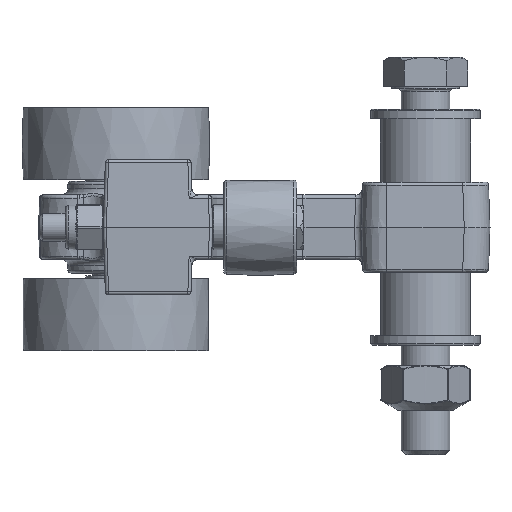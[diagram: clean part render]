
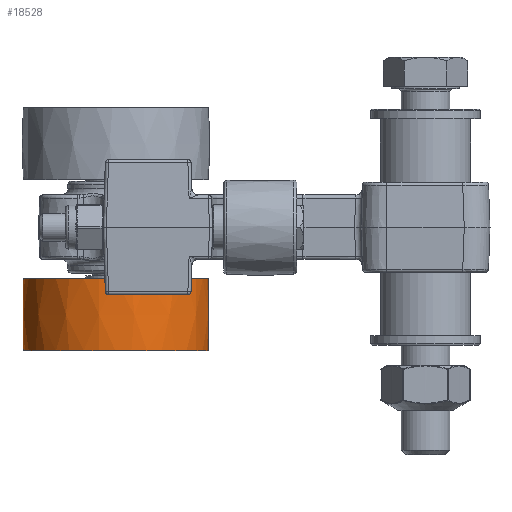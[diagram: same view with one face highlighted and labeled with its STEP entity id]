
A CAD part, left-side view. The second image highlights one B-rep face of the part: STEP entity #18528.
In plain terms, the highlighted free-form (B-spline) face has degree [2, 2] with [3, 9] control points.
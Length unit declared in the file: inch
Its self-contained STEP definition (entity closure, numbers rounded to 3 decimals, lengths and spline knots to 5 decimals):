
#18384=CARTESIAN_POINT('',(-0.698,0.89725,0.0));
#18385=VERTEX_POINT('',#18384);
#18386=CARTESIAN_POINT('',(-0.698,0.,0.0));
#18387=DIRECTION('',(1.0,0.0,0.0));
#18388=DIRECTION('',(0.0,1.0,0.0));
#18389=AXIS2_PLACEMENT_3D('',#18386,#18387,#18388);
#18390=CIRCLE('',#18389,0.89725);
#18391=EDGE_CURVE('',#18385,#18385,#18390,.T.);
#18452=CARTESIAN_POINT('',(0.,0.89725,0.0));
#18453=VERTEX_POINT('',#18452);
#18454=CARTESIAN_POINT('',(0.,0.,0.0));
#18455=DIRECTION('',(1.0,0.0,0.0));
#18456=DIRECTION('',(0.0,1.0,0.0));
#18457=AXIS2_PLACEMENT_3D('',#18454,#18455,#18456);
#18458=CIRCLE('',#18457,0.89725);
#18459=EDGE_CURVE('',#18453,#18453,#18458,.T.);
#18487=CARTESIAN_POINT('',(-0.698,0.,0.89725));
#18488=CARTESIAN_POINT('',(-0.349,0.,0.92781));
#18489=CARTESIAN_POINT('',(0.,0.,0.89725));
#18490=CARTESIAN_POINT('',(-0.698,0.89725,0.89725));
#18491=CARTESIAN_POINT('',(-0.349,0.92781,0.92781));
#18492=CARTESIAN_POINT('',(0.,0.89725,0.89725));
#18493=CARTESIAN_POINT('',(-0.698,0.89725,0.));
#18494=CARTESIAN_POINT('',(-0.349,0.92781,0.));
#18495=CARTESIAN_POINT('',(0.,0.89725,0.));
#18496=CARTESIAN_POINT('',(-0.698,0.89725,-0.89725));
#18497=CARTESIAN_POINT('',(-0.349,0.92781,-0.92781));
#18498=CARTESIAN_POINT('',(0.,0.89725,-0.89725));
#18499=CARTESIAN_POINT('',(-0.698,0.,-0.89725));
#18500=CARTESIAN_POINT('',(-0.349,0.,-0.92781));
#18501=CARTESIAN_POINT('',(0.,0.,-0.89725));
#18502=CARTESIAN_POINT('',(-0.698,-0.89725,-0.89725));
#18503=CARTESIAN_POINT('',(-0.349,-0.92781,-0.92781));
#18504=CARTESIAN_POINT('',(0.,-0.89725,-0.89725));
#18505=CARTESIAN_POINT('',(-0.698,-0.89725,0.));
#18506=CARTESIAN_POINT('',(-0.349,-0.92781,0.));
#18507=CARTESIAN_POINT('',(0.,-0.89725,0.));
#18508=CARTESIAN_POINT('',(-0.698,-0.89725,0.89725));
#18509=CARTESIAN_POINT('',(-0.349,-0.92781,0.92781));
#18510=CARTESIAN_POINT('',(0.,-0.89725,0.89725));
#18511=CARTESIAN_POINT('',(-0.698,0.,0.89725));
#18512=CARTESIAN_POINT('',(-0.349,0.,0.92781));
#18513=CARTESIAN_POINT('',(0.,0.,0.89725));
#18521=(BOUNDED_SURFACE()B_SPLINE_SURFACE(2,2,((#18487,#18490,#18493,#18496,#18499,#18502,#18505,#18508,#18511),(#18488,#18491,#18494,#18497,#18500,#18503,#18506,#18509,#18512),(#18489,#18492,#18495,#18498,#18501,#18504,#18507,#18510,#18513)),.UNSPECIFIED.,.F.,.T.,.U.)B_SPLINE_SURFACE_WITH_KNOTS((3,3),(3,2,2,2,3),(-0.08736,0.08736),(0.0,1.5708,3.14159,4.71239,6.28319),.UNSPECIFIED.)GEOMETRIC_REPRESENTATION_ITEM()RATIONAL_B_SPLINE_SURFACE(((1.0,0.707,1.0,0.707,1.0,0.707,1.0,0.707,1.0),(0.996,0.704,0.996,0.704,0.996,0.704,0.996,0.704,0.996),(1.0,0.707,1.0,0.707,1.0,0.707,1.0,0.707,1.0)))REPRESENTATION_ITEM('')SURFACE());
#18522=ORIENTED_EDGE('',*,*,#18459,.F.);
#18523=EDGE_LOOP('',(#18522));
#18524=FACE_OUTER_BOUND('',#18523,.T.);
#18525=ORIENTED_EDGE('',*,*,#18391,.T.);
#18526=EDGE_LOOP('',(#18525));
#18527=FACE_BOUND('',#18526,.T.);
#18528=ADVANCED_FACE('',(#18524,#18527),#18521,.T.);
